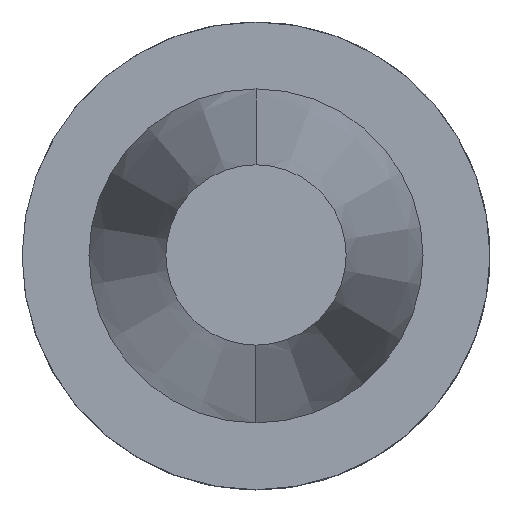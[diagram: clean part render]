
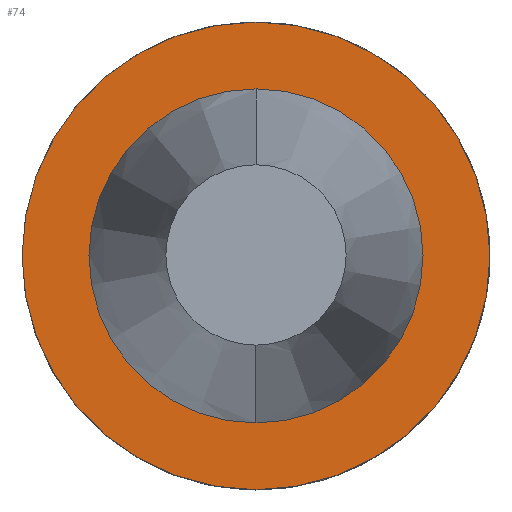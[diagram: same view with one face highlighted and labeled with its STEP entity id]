
A CAD part, top view. The second image highlights one B-rep face of the part: STEP entity #74.
In plain terms, the highlighted planar face has unit normal (0, 0, 1).
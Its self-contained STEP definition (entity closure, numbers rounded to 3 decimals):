
#74=ADVANCED_FACE('',(#100,#101),#94,.F.);
#94=PLANE('',#307);
#100=FACE_BOUND('',#124,.T.);
#101=FACE_BOUND('',#125,.T.);
#124=EDGE_LOOP('',(#156));
#125=EDGE_LOOP('',(#157,#158));
#156=ORIENTED_EDGE('',*,*,#231,.T.);
#157=ORIENTED_EDGE('',*,*,#232,.T.);
#158=ORIENTED_EDGE('',*,*,#233,.T.);
#210=VERTEX_POINT('',#446);
#211=VERTEX_POINT('',#448);
#212=VERTEX_POINT('',#449);
#231=EDGE_CURVE('',#210,#210,#258,.T.);
#232=EDGE_CURVE('',#211,#212,#259,.T.);
#233=EDGE_CURVE('',#212,#211,#260,.T.);
#258=CIRCLE('',#304,31.775);
#259=CIRCLE('',#305,22.692);
#260=CIRCLE('',#306,22.692);
#304=AXIS2_PLACEMENT_3D('',#445,#353,#354);
#305=AXIS2_PLACEMENT_3D('',#447,#355,#356);
#306=AXIS2_PLACEMENT_3D('',#450,#357,#358);
#307=AXIS2_PLACEMENT_3D('',#451,#359,#360);
#353=DIRECTION('',(0.,0.,1.));
#354=DIRECTION('',(-1.,0.,0.));
#355=DIRECTION('',(0.,0.,-1.));
#356=DIRECTION('',(-1.,0.,0.));
#357=DIRECTION('',(0.,0.,-1.));
#358=DIRECTION('',(-1.,0.,0.));
#359=DIRECTION('',(0.,0.,-1.));
#360=DIRECTION('',(0.,1.,0.));
#445=CARTESIAN_POINT('',(0.,0.,-3.2));
#446=CARTESIAN_POINT('',(-31.775,0.,-3.2));
#447=CARTESIAN_POINT('',(0.,0.,-3.2));
#448=CARTESIAN_POINT('',(0.,22.692,-3.2));
#449=CARTESIAN_POINT('',(0.,-22.692,-3.2));
#450=CARTESIAN_POINT('',(0.,0.,-3.2));
#451=CARTESIAN_POINT('',(0.,0.,-3.2));
